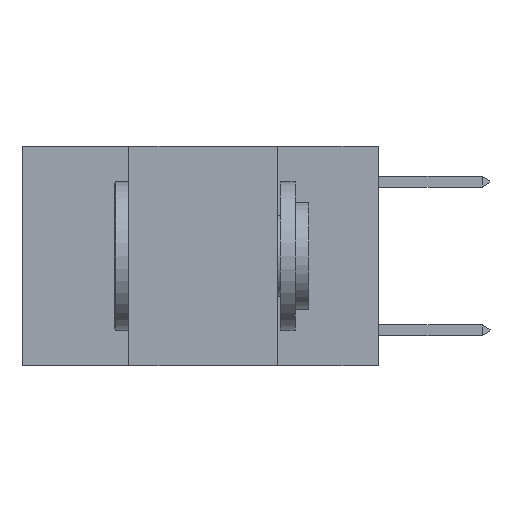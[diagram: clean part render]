
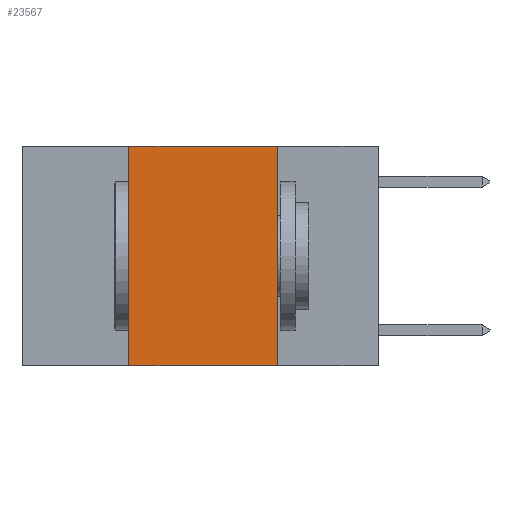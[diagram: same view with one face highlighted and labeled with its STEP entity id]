
A CAD part, left-side view. The second image highlights one B-rep face of the part: STEP entity #23567.
In plain terms, the highlighted planar face has unit normal (-1, 0, 0).
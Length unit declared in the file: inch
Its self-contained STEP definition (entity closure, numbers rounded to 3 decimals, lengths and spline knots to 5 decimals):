
#1884 = VERTEX_POINT ( 'NONE', #6740 ) ;
#3295 = CARTESIAN_POINT ( 'NONE',  ( 0., 0.6, 0. ) ) ;
#3409 = VECTOR ( 'NONE', #20819, 39.37008 ) ;
#3758 = LINE ( 'NONE', #18968, #3409 ) ;
#5536 = EDGE_LOOP ( 'NONE', ( #21561, #23925, #24549, #25080 ) ) ;
#6740 = CARTESIAN_POINT ( 'NONE',  ( 0., 0.42, -0.37 ) ) ;
#6976 = FACE_OUTER_BOUND ( 'NONE', #5536, .T. ) ;
#7016 = CARTESIAN_POINT ( 'NONE',  ( 0., 0.6, -0.37 ) ) ;
#7260 = CARTESIAN_POINT ( 'NONE',  ( 0., 0.17, 0. ) ) ;
#9279 = DIRECTION ( 'NONE',  ( 0., 0., -1. ) ) ;
#9568 = VERTEX_POINT ( 'NONE', #10758 ) ;
#10758 = CARTESIAN_POINT ( 'NONE',  ( 0., 0.17, -0.37 ) ) ;
#12569 = EDGE_CURVE ( 'NONE', #24232, #9568, #15365, .T. ) ;
#14196 = VECTOR ( 'NONE', #18382, 39.37008 ) ;
#14329 = LINE ( 'NONE', #16415, #14196 ) ;
#15058 = VECTOR ( 'NONE', #22065, 39.37008 ) ;
#15365 = LINE ( 'NONE', #22264, #15058 ) ;
#15541 = VERTEX_POINT ( 'NONE', #21966 ) ;
#16415 = CARTESIAN_POINT ( 'NONE',  ( 0., 0.6, 0. ) ) ;
#16934 = EDGE_CURVE ( 'NONE', #15541, #24232, #14329, .T. ) ;
#17163 = VECTOR ( 'NONE', #22587, 39.37008 ) ;
#17184 = LINE ( 'NONE', #7016, #17163 ) ;
#18382 = DIRECTION ( 'NONE',  ( 0., -1., 0. ) ) ;
#18968 = CARTESIAN_POINT ( 'NONE',  ( 0., 0.42, 0. ) ) ;
#20376 = EDGE_CURVE ( 'NONE', #1884, #15541, #3758, .T. ) ;
#20819 = DIRECTION ( 'NONE',  ( 0., 0., 1. ) ) ;
#20992 = DIRECTION ( 'NONE',  ( 1., 0., 0. ) ) ;
#21561 = ORIENTED_EDGE ( 'NONE', *, *, #12569, .F. ) ;
#21966 = CARTESIAN_POINT ( 'NONE',  ( 0., 0.42, 0. ) ) ;
#22065 = DIRECTION ( 'NONE',  ( 0., 0., -1. ) ) ;
#22264 = CARTESIAN_POINT ( 'NONE',  ( 0., 0.17, 0. ) ) ;
#22293 = EDGE_CURVE ( 'NONE', #1884, #9568, #17184, .T. ) ;
#22587 = DIRECTION ( 'NONE',  ( 0., -1., 0. ) ) ;
#23567 = ADVANCED_FACE ( 'NONE', ( #6976 ), #24623, .F. ) ;
#23925 = ORIENTED_EDGE ( 'NONE', *, *, #16934, .F. ) ;
#24232 = VERTEX_POINT ( 'NONE', #7260 ) ;
#24549 = ORIENTED_EDGE ( 'NONE', *, *, #20376, .F. ) ;
#24623 = PLANE ( 'NONE',  #24954 ) ;
#24954 = AXIS2_PLACEMENT_3D ( 'NONE', #3295, #20992, #9279 ) ;
#25080 = ORIENTED_EDGE ( 'NONE', *, *, #22293, .T. ) ;
